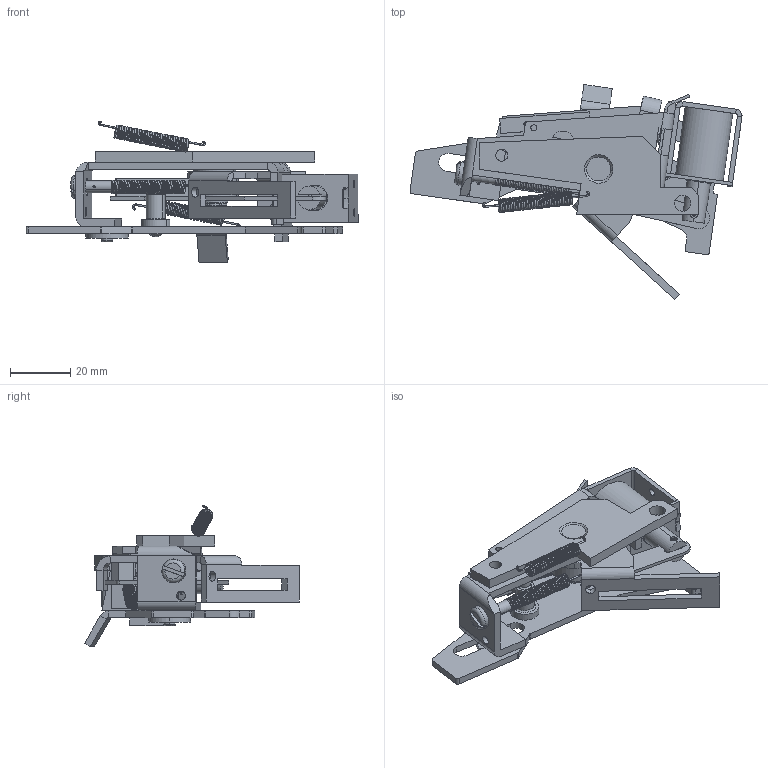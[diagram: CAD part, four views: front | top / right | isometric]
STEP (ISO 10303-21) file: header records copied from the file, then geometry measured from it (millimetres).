
FILE_DESCRIPTION (( 'STEP AP214' ), '1' );
FILE_NAME ('TSUV1.STEP', '2021-04-29T04:38:49', ( '' ), ( '' ), 'SwSTEP 2.0', 'SolidWorks 2017', '' );
FILE_SCHEMA (( 'AUTOMOTIVE_DESIGN' ));
Length unit declared in the file: millimetre
Products named in the file (30): 102052-004_LEVER PLATE; 102070-004_RIVET; external tooth lock washer_am_B18.21.2M-External Tooth Lock Washers_AM3; 102070-106_MIDDLE PLATE ASSEMBLY; 102052-103_LEVER _ COLLAR ASSEMBLY; 102052-008_COLLAR; 102052-003_SUPPORT BRACKET_DefaultSM-FLAT-PATTERN; 102053-004_SLEEVE; 102070-006_MIDDLE PLATE; 102052-006_SLOTTED PIN; SOLENOID ; solenoid; SOLENOID BOOTOM CASING PLATE; 102052-001_PLATE_123; 102070-003_RIVET; 102070-011_WASHER; 102052-007_PIN; 102052-101_SUPPORT BRACKET _ PLATE ASSEMBLY; slotted pan head screw_iso_ISO 1580 - M2 x 5 --- 5N; TSUV1; 102070-015_CIRC CLIP; 102070-008_COLLAR_sleeve; 102070-007_GRAPHITE BLOCK; slotted pan head screw_iso_ISO 1580 - M3 x 5 --- 5N; 102052-005_SUPPORT BRACKET SOLENOID; TWO SIDED EXTNSN SPRING; SOLENOID TOP CASING PLATE; slotted pan head screw_iso_ISO 1580 - M4 x 16 --- 16N; 102052-002_SUPPORT BRACKET; 102052-102_SUPPORT BRACKET _ RIVET ASSEMBLY
Assembly tree (33 placements, depth 3):
  TSUV1
    102052-101_SUPPORT BRACKET _ PLATE ASSEMBLY
      102052-001_PLATE_123
      102052-002_SUPPORT BRACKET
      102070-003_RIVET
    102052-103_LEVER _ COLLAR ASSEMBLY
      102052-004_LEVER PLATE
      102052-008_COLLAR
    102052-102_SUPPORT BRACKET _ RIVET ASSEMBLY
      102052-003_SUPPORT BRACKET_DefaultSM-FLAT-PATTERN
      102070-004_RIVET
    slotted pan head screw_iso_ISO 1580 - M3 x 5 --- 5N  x2
    slotted pan head screw_iso_ISO 1580 - M4 x 16 --- 16N
    TWO SIDED EXTNSN SPRING  x3
    slotted pan head screw_iso_ISO 1580 - M2 x 5 --- 5N
    SOLENOID 
      SOLENOID BOOTOM CASING PLATE
      SOLENOID TOP CASING PLATE
      solenoid
      102053-004_SLEEVE
    102052-005_SUPPORT BRACKET SOLENOID
    external tooth lock washer_am_B18.21.2M-External Tooth Lock Washers_AM3  x2
    102070-106_MIDDLE PLATE ASSEMBLY
      102070-007_GRAPHITE BLOCK
      102070-006_MIDDLE PLATE
      102070-008_COLLAR_sleeve
    102070-015_CIRC CLIP
    102052-006_SLOTTED PIN
    102052-007_PIN
    102070-011_WASHER
Bounding box: 110.65 x 71.63 x 47.12 mm (x, y, z)
Volume: 29277.6 mm3; surface area: 33964.1 mm2
Topology: 29 solids, 29 shells, 936 faces, 3026 edges, 1897 vertices
Faces by surface type: plane 345, bspline 284, cylinder 253, torus 40, cone 12, sphere 2
Entity records: 275412 total; most frequent: CARTESIAN_POINT 257797, ORIENTED_EDGE 3718, DIRECTION 3067, EDGE_CURVE 1859, VERTEX_POINT 1179, AXIS2_PLACEMENT_3D 1106, VECTOR 855, LINE 855
